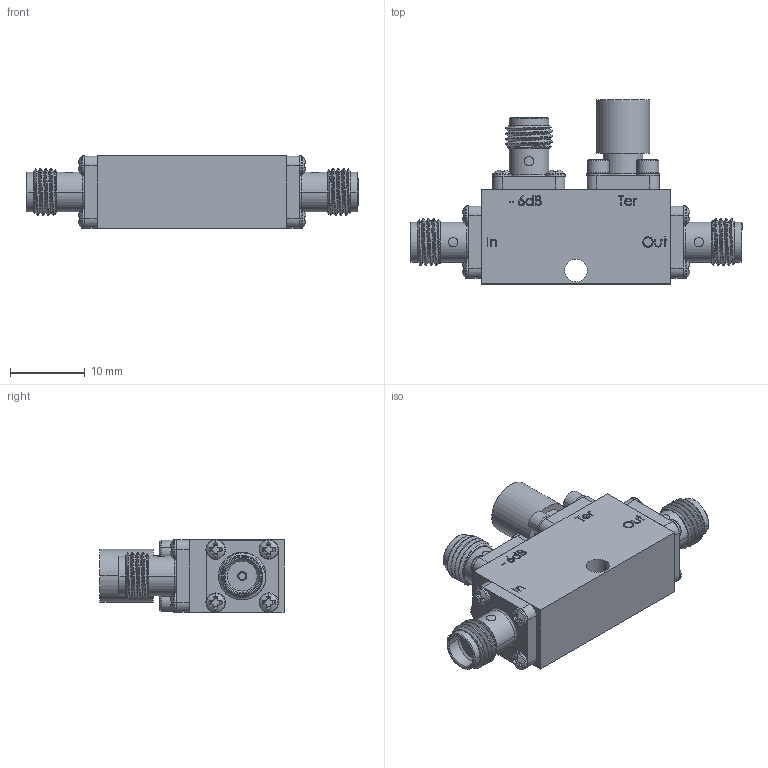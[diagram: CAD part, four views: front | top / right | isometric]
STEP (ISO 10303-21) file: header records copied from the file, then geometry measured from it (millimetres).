
FILE_DESCRIPTION (( 'STEP AP214' ), '1' );
FILE_NAME ('PE2CP1101 - FMCP1101.step', '2020-05-18T18:37:42', ( '' ), ( '' ), 'SwSTEP 2.0', 'SolidWorks 2018', '' );
FILE_SCHEMA (( 'AUTOMOTIVE_DESIGN' ));
Length unit declared in the file: inch
Products named in the file (1): PE2CP1101 - FMCP1101
Bounding box: 44.45 x 24.64 x 9.72 mm (x, y, z)
Volume: 4481.8 mm3; surface area: 3260.5 mm2
Topology: 1 solids, 19 shells, 953 faces, 2435 edges, 1575 vertices
Faces by surface type: plane 435, cylinder 243, cone 140, bspline 127, torus 8
Entity records: 39377 total; most frequent: CARTESIAN_POINT 18005, ORIENTED_EDGE 4870, DIRECTION 3864, EDGE_CURVE 2435, VERTEX_POINT 1575, AXIS2_PLACEMENT_3D 1421, VECTOR 1022, LINE 1022
